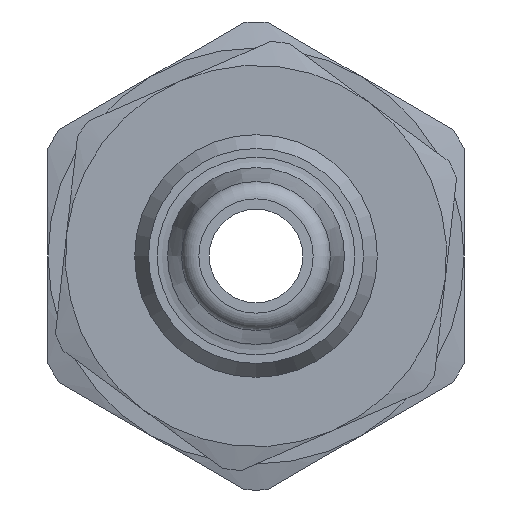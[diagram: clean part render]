
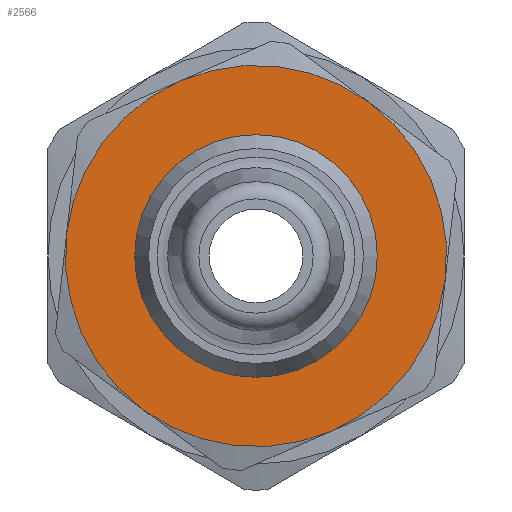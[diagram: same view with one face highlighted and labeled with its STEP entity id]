
A CAD part, left-side view. The second image highlights one B-rep face of the part: STEP entity #2566.
In plain terms, the highlighted planar face has unit normal (-1, 0, 0).
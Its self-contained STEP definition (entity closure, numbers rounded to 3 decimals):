
#1648=CARTESIAN_POINT('',(0.,2.75,-4.763));
#1649=VERTEX_POINT('',#1648);
#1732=CARTESIAN_POINT('',(0.,-2.75,-4.763));
#1733=VERTEX_POINT('',#1732);
#1816=CARTESIAN_POINT('',(0.,-5.5,0.));
#1817=VERTEX_POINT('',#1816);
#1900=CARTESIAN_POINT('',(0.,-2.75,4.763));
#1901=VERTEX_POINT('',#1900);
#1984=CARTESIAN_POINT('',(0.,2.75,4.763));
#1985=VERTEX_POINT('',#1984);
#2345=CARTESIAN_POINT('',(0.0,5.5,0.0));
#2346=VERTEX_POINT('',#2345);
#2347=CARTESIAN_POINT('',(0.,0.,0.0));
#2348=DIRECTION('',(1.0,0.0,0.0));
#2349=DIRECTION('',(0.0,1.0,0.0));
#2350=AXIS2_PLACEMENT_3D('',#2347,#2348,#2349);
#2351=CIRCLE('',#2350,5.5);
#2352=EDGE_CURVE('',#1649,#2346,#2351,.T.);
#2391=CARTESIAN_POINT('',(0.,0.,0.0));
#2392=DIRECTION('',(1.0,0.0,0.0));
#2393=DIRECTION('',(0.0,1.0,0.0));
#2394=AXIS2_PLACEMENT_3D('',#2391,#2392,#2393);
#2395=CIRCLE('',#2394,5.5);
#2396=EDGE_CURVE('',#2346,#1985,#2395,.T.);
#2409=CARTESIAN_POINT('',(0.,0.,0.0));
#2410=DIRECTION('',(1.0,0.0,0.0));
#2411=DIRECTION('',(0.0,1.0,0.0));
#2412=AXIS2_PLACEMENT_3D('',#2409,#2410,#2411);
#2413=CIRCLE('',#2412,5.5);
#2414=EDGE_CURVE('',#1985,#1901,#2413,.T.);
#2427=CARTESIAN_POINT('',(0.,0.,0.0));
#2428=DIRECTION('',(1.0,0.0,0.0));
#2429=DIRECTION('',(0.0,1.0,0.0));
#2430=AXIS2_PLACEMENT_3D('',#2427,#2428,#2429);
#2431=CIRCLE('',#2430,5.5);
#2432=EDGE_CURVE('',#1901,#1817,#2431,.T.);
#2445=CARTESIAN_POINT('',(0.,0.,0.0));
#2446=DIRECTION('',(1.0,0.0,0.0));
#2447=DIRECTION('',(0.0,1.0,0.0));
#2448=AXIS2_PLACEMENT_3D('',#2445,#2446,#2447);
#2449=CIRCLE('',#2448,5.5);
#2450=EDGE_CURVE('',#1817,#1733,#2449,.T.);
#2483=CARTESIAN_POINT('',(0.,0.,0.0));
#2484=DIRECTION('',(1.0,0.0,0.0));
#2485=DIRECTION('',(0.0,1.0,0.0));
#2486=AXIS2_PLACEMENT_3D('',#2483,#2484,#2485);
#2487=CIRCLE('',#2486,5.5);
#2488=EDGE_CURVE('',#1733,#1649,#2487,.T.);
#2535=CARTESIAN_POINT('',(0.,3.23,0.0));
#2536=VERTEX_POINT('',#2535);
#2537=CARTESIAN_POINT('',(0.,0.,0.0));
#2538=DIRECTION('',(1.0,0.0,0.0));
#2539=DIRECTION('',(0.0,1.0,0.0));
#2540=AXIS2_PLACEMENT_3D('',#2537,#2538,#2539);
#2541=CIRCLE('',#2540,3.23);
#2542=EDGE_CURVE('',#2536,#2536,#2541,.T.);
#2550=CARTESIAN_POINT('',(0.,4.365,0.0));
#2551=DIRECTION('',(-1.0,0.0,0.0));
#2552=DIRECTION('',(0.0,0.0,1.0));
#2553=AXIS2_PLACEMENT_3D('',#2550,#2551,#2552);
#2554=PLANE('',#2553);
#2555=ORIENTED_EDGE('',*,*,#2396,.F.);
#2556=ORIENTED_EDGE('',*,*,#2352,.F.);
#2557=ORIENTED_EDGE('',*,*,#2488,.F.);
#2558=ORIENTED_EDGE('',*,*,#2450,.F.);
#2559=ORIENTED_EDGE('',*,*,#2432,.F.);
#2560=ORIENTED_EDGE('',*,*,#2414,.F.);
#2561=EDGE_LOOP('',(#2555,#2556,#2557,#2558,#2559,#2560));
#2562=FACE_OUTER_BOUND('',#2561,.T.);
#2563=ORIENTED_EDGE('',*,*,#2542,.T.);
#2564=EDGE_LOOP('',(#2563));
#2565=FACE_BOUND('',#2564,.T.);
#2566=ADVANCED_FACE('',(#2562,#2565),#2554,.T.);
